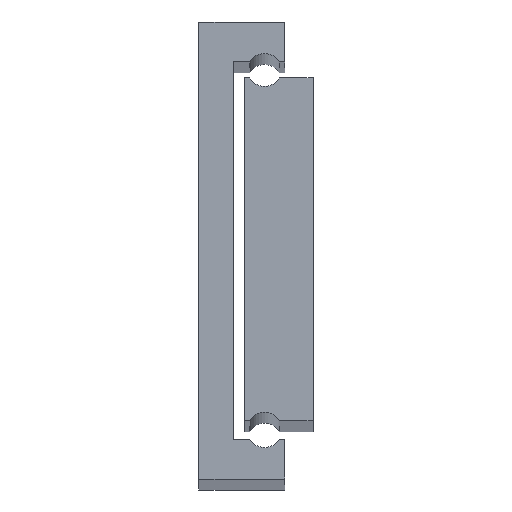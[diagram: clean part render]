
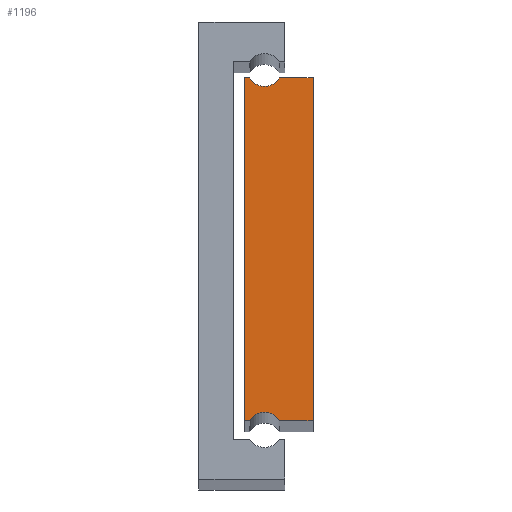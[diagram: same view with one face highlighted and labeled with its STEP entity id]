
A CAD part, top view. The second image highlights one B-rep face of the part: STEP entity #1196.
In plain terms, the highlighted planar face has unit normal (0, 0, 1).
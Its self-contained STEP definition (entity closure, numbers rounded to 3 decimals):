
#27 = ORIENTED_EDGE ( 'NONE', *, *, #1668, .T. ) ;
#89 = CIRCLE ( 'NONE', #1876, 3. ) ;
#114 = VECTOR ( 'NONE', #2616, 1000. ) ;
#196 = DIRECTION ( 'NONE',  ( -1., 0., 0. ) ) ;
#250 = CARTESIAN_POINT ( 'NONE',  ( -0.571, 80.424, 550. ) ) ;
#263 = VECTOR ( 'NONE', #426, 1000. ) ;
#282 = DIRECTION ( 'NONE',  ( -1., 0., 0. ) ) ;
#325 = VECTOR ( 'NONE', #752, 1000. ) ;
#337 = LINE ( 'NONE', #2442, #674 ) ;
#426 = DIRECTION ( 'NONE',  ( 0., -1., 0. ) ) ;
#435 = EDGE_CURVE ( 'NONE', #1623, #1428, #89, .T. ) ;
#457 = ORIENTED_EDGE ( 'NONE', *, *, #2580, .T. ) ;
#472 = PLANE ( 'NONE',  #553 ) ;
#518 = VECTOR ( 'NONE', #196, 1000. ) ;
#534 = LINE ( 'NONE', #2462, #2180 ) ;
#541 = ORIENTED_EDGE ( 'NONE', *, *, #1845, .T. ) ;
#553 = AXIS2_PLACEMENT_3D ( 'NONE', #1169, #1435, #1677 ) ;
#591 = ORIENTED_EDGE ( 'NONE', *, *, #435, .T. ) ;
#665 = EDGE_CURVE ( 'NONE', #2970, #1823, #2818, .T. ) ;
#674 = VECTOR ( 'NONE', #2685, 1000. ) ;
#707 = DIRECTION ( 'NONE',  ( 0., 0., -1. ) ) ;
#752 = DIRECTION ( 'NONE',  ( -1., 0., 0. ) ) ;
#851 = EDGE_CURVE ( 'NONE', #1683, #2423, #534, .T. ) ;
#957 = CIRCLE ( 'NONE', #2491, 3. ) ;
#982 = LINE ( 'NONE', #1975, #325 ) ;
#1076 = VERTEX_POINT ( 'NONE', #1535 ) ;
#1108 = CARTESIAN_POINT ( 'NONE',  ( 2.027, 78.924, 550. ) ) ;
#1137 = CARTESIAN_POINT ( 'NONE',  ( 2.027, 18.924, 550. ) ) ;
#1169 = CARTESIAN_POINT ( 'NONE',  ( -0.571, 17.424, 550. ) ) ;
#1196 = ADVANCED_FACE ( 'NONE', ( #2576 ), #472, .F. ) ;
#1209 = DIRECTION ( 'NONE',  ( 1., 0., 0. ) ) ;
#1238 = DIRECTION ( 'NONE',  ( 0., 1., 0. ) ) ;
#1323 = ORIENTED_EDGE ( 'NONE', *, *, #851, .T. ) ;
#1343 = LINE ( 'NONE', #2323, #518 ) ;
#1428 = VERTEX_POINT ( 'NONE', #2172 ) ;
#1429 = LINE ( 'NONE', #1137, #114 ) ;
#1435 = DIRECTION ( 'NONE',  ( 0., 0., -1. ) ) ;
#1488 = ORIENTED_EDGE ( 'NONE', *, *, #665, .T. ) ;
#1507 = CARTESIAN_POINT ( 'NONE',  ( -0.571, 17.424, 550. ) ) ;
#1535 = CARTESIAN_POINT ( 'NONE',  ( -3.169, 18.924, 550. ) ) ;
#1537 = CARTESIAN_POINT ( 'NONE',  ( -4.071, 18.924, 550. ) ) ;
#1623 = VERTEX_POINT ( 'NONE', #1108 ) ;
#1668 = EDGE_CURVE ( 'NONE', #1076, #2241, #957, .T. ) ;
#1677 = DIRECTION ( 'NONE',  ( -1., 0., 0. ) ) ;
#1683 = VERTEX_POINT ( 'NONE', #2246 ) ;
#1823 = VERTEX_POINT ( 'NONE', #1537 ) ;
#1845 = EDGE_CURVE ( 'NONE', #1823, #1076, #337, .T. ) ;
#1876 = AXIS2_PLACEMENT_3D ( 'NONE', #250, #707, #1209 ) ;
#1923 = ORIENTED_EDGE ( 'NONE', *, *, #2182, .T. ) ;
#1975 = CARTESIAN_POINT ( 'NONE',  ( 7.929, 78.924, 550. ) ) ;
#2172 = CARTESIAN_POINT ( 'NONE',  ( -3.169, 78.924, 550. ) ) ;
#2180 = VECTOR ( 'NONE', #1238, 1000. ) ;
#2182 = EDGE_CURVE ( 'NONE', #2241, #1683, #1429, .T. ) ;
#2185 = CARTESIAN_POINT ( 'NONE',  ( 7.929, 78.924, 550. ) ) ;
#2241 = VERTEX_POINT ( 'NONE', #2393 ) ;
#2246 = CARTESIAN_POINT ( 'NONE',  ( 7.929, 18.924, 550. ) ) ;
#2323 = CARTESIAN_POINT ( 'NONE',  ( -3.169, 78.924, 550. ) ) ;
#2326 = CARTESIAN_POINT ( 'NONE',  ( -4.071, 78.924, 550. ) ) ;
#2393 = CARTESIAN_POINT ( 'NONE',  ( 2.027, 18.924, 550. ) ) ;
#2423 = VERTEX_POINT ( 'NONE', #2185 ) ;
#2442 = CARTESIAN_POINT ( 'NONE',  ( -4.071, 18.924, 550. ) ) ;
#2462 = CARTESIAN_POINT ( 'NONE',  ( 7.929, 18.924, 550. ) ) ;
#2491 = AXIS2_PLACEMENT_3D ( 'NONE', #1507, #2725, #282 ) ;
#2523 = EDGE_LOOP ( 'NONE', ( #1488, #541, #27, #1923, #1323, #457, #591, #2881 ) ) ;
#2576 = FACE_OUTER_BOUND ( 'NONE', #2523, .T. ) ;
#2580 = EDGE_CURVE ( 'NONE', #2423, #1623, #982, .T. ) ;
#2616 = DIRECTION ( 'NONE',  ( 1., 0., 0. ) ) ;
#2685 = DIRECTION ( 'NONE',  ( 1., 0., 0. ) ) ;
#2725 = DIRECTION ( 'NONE',  ( 0., 0., -1. ) ) ;
#2818 = LINE ( 'NONE', #2326, #263 ) ;
#2881 = ORIENTED_EDGE ( 'NONE', *, *, #3020, .T. ) ;
#2970 = VERTEX_POINT ( 'NONE', #3085 ) ;
#3020 = EDGE_CURVE ( 'NONE', #1428, #2970, #1343, .T. ) ;
#3085 = CARTESIAN_POINT ( 'NONE',  ( -4.071, 78.924, 550. ) ) ;
